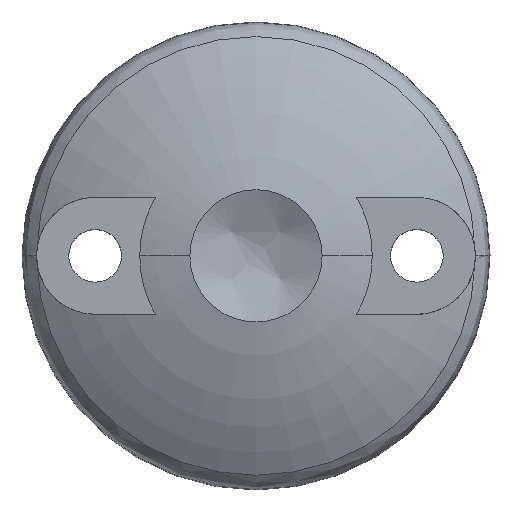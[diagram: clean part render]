
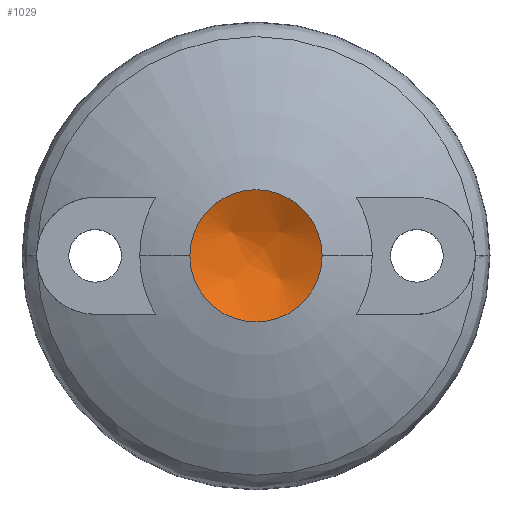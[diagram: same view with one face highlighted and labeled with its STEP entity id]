
A CAD part, top view. The second image highlights one B-rep face of the part: STEP entity #1029.
In plain terms, the highlighted free-form (B-spline) face has degree [3, 3] with [4, 4] control points.
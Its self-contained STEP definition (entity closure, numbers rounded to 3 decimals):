
#25 = DIRECTION ( 'NONE',  ( 0., 0., -1. ) ) ;
#28 = CARTESIAN_POINT ( 'NONE',  ( -11.421, 3.56, 18.962 ) ) ;
#172 = CARTESIAN_POINT ( 'NONE',  ( 0., 0., 20. ) ) ;
#199 = CARTESIAN_POINT ( 'NONE',  ( 4.323, -12.224, 18.989 ) ) ;
#257 = EDGE_LOOP ( 'NONE', ( #802, #942 ) ) ;
#291 = CARTESIAN_POINT ( 'NONE',  ( -4.323, -4.63, 13.688 ) ) ;
#297 = CARTESIAN_POINT ( 'NONE',  ( -11.421, 9.398, 23.038 ) ) ;
#351 = VERTEX_POINT ( 'NONE', #1019 ) ;
#376 = CARTESIAN_POINT ( 'NONE',  ( -4.323, 4.63, 13.688 ) ) ;
#396 = AXIS2_PLACEMENT_3D ( 'NONE', #172, #806, #438 ) ;
#433 = CARTESIAN_POINT ( 'NONE',  ( -11.303, 0., 20. ) ) ;
#438 = DIRECTION ( 'NONE',  ( 1., 0., 0. ) ) ;
#445 = AXIS2_PLACEMENT_3D ( 'NONE', #464, #25, #919 ) ;
#464 = CARTESIAN_POINT ( 'NONE',  ( 0., 0., 20. ) ) ;
#469 = CARTESIAN_POINT ( 'NONE',  ( 4.323, 4.63, 13.688 ) ) ;
#475 = CARTESIAN_POINT ( 'NONE',  ( -11.421, -3.56, 18.962 ) ) ;
#477 =( BOUNDED_SURFACE ( )  B_SPLINE_SURFACE ( 3, 3, ( 
 ( #819, #744, #1102, #655 ),
 ( #199, #1003, #469, #551 ),
 ( #829, #291, #376, #1009 ),
 ( #907, #475, #28, #297 ) ),
 .UNSPECIFIED., .F., .F., .F. ) 
 B_SPLINE_SURFACE_WITH_KNOTS ( ( 4, 4 ),
 ( 4, 4 ),
 ( 0., 1. ),
 ( 0., 1. ),
 .UNSPECIFIED. ) 
 GEOMETRIC_REPRESENTATION_ITEM ( )  RATIONAL_B_SPLINE_SURFACE ( (
 ( 1., 0.88, 0.88, 1.),
 ( 0.881, 0.775, 0.775, 0.881),
 ( 0.881, 0.775, 0.775, 0.881),
 ( 1., 0.88, 0.88, 1.) ) ) 
 REPRESENTATION_ITEM ( '' )  SURFACE ( )  );
#492 = EDGE_CURVE ( 'NONE', #351, #581, #926, .T. ) ;
#551 = CARTESIAN_POINT ( 'NONE',  ( 4.323, 12.224, 18.989 ) ) ;
#581 = VERTEX_POINT ( 'NONE', #433 ) ;
#655 = CARTESIAN_POINT ( 'NONE',  ( 11.421, 9.398, 23.038 ) ) ;
#732 = CIRCLE ( 'NONE', #445, 11.303 ) ;
#744 = CARTESIAN_POINT ( 'NONE',  ( 11.421, -3.56, 18.962 ) ) ;
#802 = ORIENTED_EDGE ( 'NONE', *, *, #492, .F. ) ;
#806 = DIRECTION ( 'NONE',  ( 0., 0., -1. ) ) ;
#819 = CARTESIAN_POINT ( 'NONE',  ( 11.421, -9.398, 23.038 ) ) ;
#829 = CARTESIAN_POINT ( 'NONE',  ( -4.323, -12.224, 18.989 ) ) ;
#907 = CARTESIAN_POINT ( 'NONE',  ( -11.421, -9.398, 23.038 ) ) ;
#919 = DIRECTION ( 'NONE',  ( 1., 0., 0. ) ) ;
#926 = CIRCLE ( 'NONE', #396, 11.303 ) ;
#942 = ORIENTED_EDGE ( 'NONE', *, *, #1018, .F. ) ;
#1003 = CARTESIAN_POINT ( 'NONE',  ( 4.323, -4.63, 13.688 ) ) ;
#1009 = CARTESIAN_POINT ( 'NONE',  ( -4.323, 12.224, 18.989 ) ) ;
#1018 = EDGE_CURVE ( 'NONE', #581, #351, #732, .T. ) ;
#1019 = CARTESIAN_POINT ( 'NONE',  ( 11.303, 0., 20. ) ) ;
#1029 = ADVANCED_FACE ( 'NONE', ( #1154 ), #477, .F. ) ;
#1102 = CARTESIAN_POINT ( 'NONE',  ( 11.421, 3.56, 18.962 ) ) ;
#1154 = FACE_OUTER_BOUND ( 'NONE', #257, .T. ) ;
